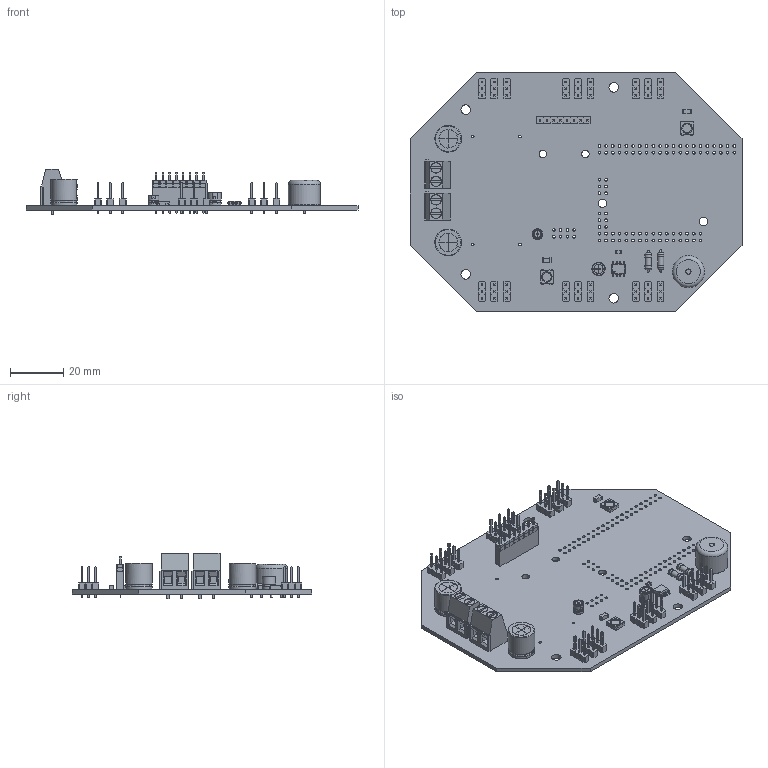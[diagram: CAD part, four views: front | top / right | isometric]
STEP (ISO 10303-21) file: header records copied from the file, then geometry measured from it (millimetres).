
FILE_DESCRIPTION(('KiCad electronic assembly'),'2;1');
FILE_NAME('_autosave-Hexapod V2.step','2025-07-09T21:42:21',('Pcbnew'),( 'Kicad'),'Open CASCADE STEP processor 7.8','KiCad to STEP converter' ,'Unknown');
FILE_SCHEMA(('AUTOMOTIVE_DESIGN { 1 0 10303 214 1 1 1 1 }'));
Length unit declared in the file: millimetre
Products named in the file (28): _autosave-Hexapod V2 1; PinHeader_1x03_P2.54mm_Vertical; PinHeader_1x03_P254mm_Vertical; LED_WS2812B_PLCC4_5.0x5.0mm_P3.2mm; LED_WS2812B_PLCC4_50x50mm_P32mm; C_1206_3216Metric; TerminalBlock_Phoenix_MKDS-1,5-2-5.08_1x02_P5.08mm_Horizontal; TerminalBlock_Phoenix_MKDS_15_2_508_1x02_P508mm_Horizontal; CP_Radial_D4.0mm_P2.00mm; CP_Radial_D40mm_P200mm; CP_Radial_D10.0mm_P7.50mm; CP_Radial_D100mm_P750mm; SOIC-8_3.9x4.9mm_P1.27mm; SOIC_8_39x49mm_P127mm; Buzzer_12x9.5RM7.6; Buzzer_12x95RM76; CP_Radial_D5.0mm_P2.00mm; CP_Radial_D50mm_P200mm; C_0805_2012Metric; R_Axial_DIN0207_L6.3mm_D2.5mm_P7.62mm_Horizontal; R_Axial_DIN0207_L63mm_D25mm_P762mm_Horizontal; PinHeader_1x08_P2.54mm_Vertical; PinHeader_1x08_P254mm_Vertical; PinSocket_1x08_P2.54mm_Vertical; _autosave-Hexapod V2_PCB
Assembly tree (49 placements, depth 3):
  _autosave-Hexapod V2 1
    PinHeader_1x03_P2.54mm_Vertical  x18
      PinHeader_1x03_P254mm_Vertical
    LED_WS2812B_PLCC4_5.0x5.0mm_P3.2mm  x2
      LED_WS2812B_PLCC4_50x50mm_P32mm
    C_1206_3216Metric  x2
      C_1206_3216Metric
    TerminalBlock_Phoenix_MKDS-1,5-2-5.08_1x02_P5.08mm_Horizontal  x2
      TerminalBlock_Phoenix_MKDS_15_2_508_1x02_P508mm_Horizontal
    CP_Radial_D4.0mm_P2.00mm
      CP_Radial_D40mm_P200mm
    CP_Radial_D10.0mm_P7.50mm  x2
      CP_Radial_D100mm_P750mm
    SOIC-8_3.9x4.9mm_P1.27mm
      SOIC_8_39x49mm_P127mm
    Buzzer_12x9.5RM7.6
      Buzzer_12x95RM76
    CP_Radial_D5.0mm_P2.00mm
      CP_Radial_D50mm_P200mm
    C_0805_2012Metric
      C_0805_2012Metric
    R_Axial_DIN0207_L6.3mm_D2.5mm_P7.62mm_Horizontal  x2
      R_Axial_DIN0207_L63mm_D25mm_P762mm_Horizontal
    PinHeader_1x08_P2.54mm_Vertical
      PinHeader_1x08_P254mm_Vertical
    PinSocket_1x08_P2.54mm_Vertical
      PinSocket_1x08_P2.54mm_Vertical
    _autosave-Hexapod V2_PCB
Bounding box: 125 x 90 x 17.3 mm (x, y, z)
Volume: 22246.4 mm3; surface area: 30256.9 mm2
Topology: 36 solids, 40 shells, 2818 faces, 6996 edges, 4432 vertices
Faces by surface type: plane 2325, cylinder 380, bspline 72, torus 20, revolution 19, cone 2
Full cylindrical faces by diameter (mm): 0.3 x2, 0.5 x2, 0.6 x7, 0.7 x4, 0.762 x8, 0.8 x6, 0.9 x2, 1 x72, 1.016 x86, 1.3 x4, 2 x1, 2.25 x2, 2.5 x4, 2.872 x2, 3.2 x2, 3.333 x2, 3.6 x4, 3.8 x4, 4 x4, 12 x1
Entity records: 49608 total; most frequent: CARTESIAN_POINT 9374, ORIENTED_EDGE 6570, DIRECTION 6443, EDGE_CURVE 3285, LINE 2424, VECTOR 2424, VERTEX_POINT 2107, AXIS2_PLACEMENT_3D 2002
